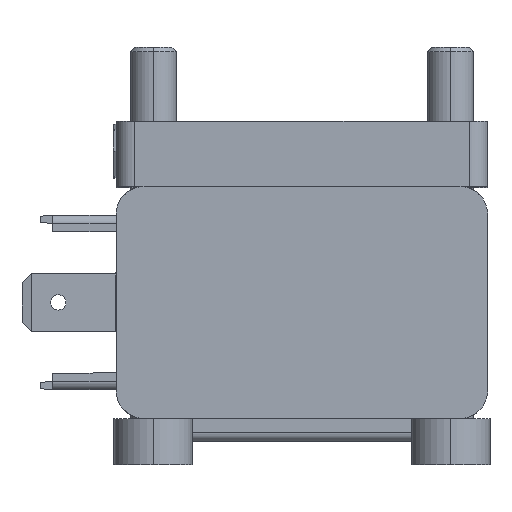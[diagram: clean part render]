
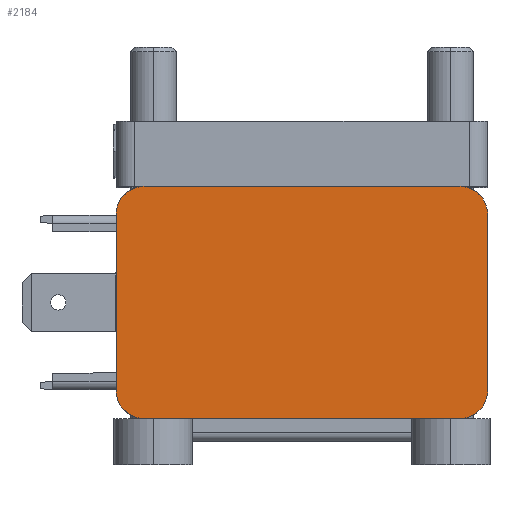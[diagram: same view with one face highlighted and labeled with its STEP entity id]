
A CAD part, left-side view. The second image highlights one B-rep face of the part: STEP entity #2184.
In plain terms, the highlighted planar face has unit normal (-1, 0, 0).
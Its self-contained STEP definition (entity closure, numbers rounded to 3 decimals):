
#276 = EDGE_LOOP ( 'NONE', ( #10187, #8713, #12439, #1065, #16881, #1078, #7693, #6904 ) ) ;
#839 = CIRCLE ( 'NONE', #13091, 3. ) ;
#927 = VERTEX_POINT ( 'NONE', #19563 ) ;
#1065 = ORIENTED_EDGE ( 'NONE', *, *, #12751, .T. ) ;
#1078 = ORIENTED_EDGE ( 'NONE', *, *, #11305, .T. ) ;
#1138 = CARTESIAN_POINT ( 'NONE',  ( -37.5, 17., 12.5 ) ) ;
#1365 = EDGE_CURVE ( 'NONE', #4542, #20628, #9010, .T. ) ;
#1386 = VERTEX_POINT ( 'NONE', #14020 ) ;
#1443 = CARTESIAN_POINT ( 'NONE',  ( -37.5, -17., 12.5 ) ) ;
#1513 = DIRECTION ( 'NONE',  ( 0., 0., -1. ) ) ;
#1891 = DIRECTION ( 'NONE',  ( -1., 0., 0. ) ) ;
#2184 = ADVANCED_FACE ( 'NONE', ( #19446 ), #6105, .F. ) ;
#2281 = LINE ( 'NONE', #8893, #14403 ) ;
#3107 = VECTOR ( 'NONE', #18742, 1000. ) ;
#3320 = EDGE_CURVE ( 'NONE', #927, #1386, #19117, .T. ) ;
#3606 = DIRECTION ( 'NONE',  ( 0., 0., -1. ) ) ;
#4351 = DIRECTION ( 'NONE',  ( 1., 0., 0. ) ) ;
#4542 = VERTEX_POINT ( 'NONE', #1138 ) ;
#6105 = PLANE ( 'NONE',  #12398 ) ;
#6271 = DIRECTION ( 'NONE',  ( 0., 0., -1. ) ) ;
#6904 = ORIENTED_EDGE ( 'NONE', *, *, #3320, .T. ) ;
#7693 = ORIENTED_EDGE ( 'NONE', *, *, #19375, .T. ) ;
#7899 = CARTESIAN_POINT ( 'NONE',  ( -37.5, 20., -12.5 ) ) ;
#7949 = VERTEX_POINT ( 'NONE', #19965 ) ;
#8215 = VECTOR ( 'NONE', #19583, 1000. ) ;
#8259 = CIRCLE ( 'NONE', #18351, 3. ) ;
#8276 = CARTESIAN_POINT ( 'NONE',  ( -37.5, 20., 9.5 ) ) ;
#8713 = ORIENTED_EDGE ( 'NONE', *, *, #17457, .T. ) ;
#8851 = VERTEX_POINT ( 'NONE', #11138 ) ;
#8893 = CARTESIAN_POINT ( 'NONE',  ( -37.5, -20., 12.5 ) ) ;
#9010 = LINE ( 'NONE', #12172, #3107 ) ;
#10187 = ORIENTED_EDGE ( 'NONE', *, *, #14486, .T. ) ;
#10770 = EDGE_CURVE ( 'NONE', #11598, #8851, #2281, .T. ) ;
#10918 = DIRECTION ( 'NONE',  ( 0., 0., -1. ) ) ;
#11138 = CARTESIAN_POINT ( 'NONE',  ( -37.5, -20., -9.5 ) ) ;
#11305 = EDGE_CURVE ( 'NONE', #4542, #20630, #14796, .T. ) ;
#11598 = VERTEX_POINT ( 'NONE', #19942 ) ;
#12172 = CARTESIAN_POINT ( 'NONE',  ( -37.5, 20., 12.5 ) ) ;
#12398 = AXIS2_PLACEMENT_3D ( 'NONE', #21334, #4351, #10918 ) ;
#12439 = ORIENTED_EDGE ( 'NONE', *, *, #10770, .F. ) ;
#12716 = LINE ( 'NONE', #13157, #14869 ) ;
#12751 = EDGE_CURVE ( 'NONE', #11598, #20628, #839, .T. ) ;
#13091 = AXIS2_PLACEMENT_3D ( 'NONE', #17041, #13755, #3606 ) ;
#13157 = CARTESIAN_POINT ( 'NONE',  ( -37.5, 20., 12.5 ) ) ;
#13755 = DIRECTION ( 'NONE',  ( -1., 0., 0. ) ) ;
#14020 = CARTESIAN_POINT ( 'NONE',  ( -37.5, 17., -12.5 ) ) ;
#14403 = VECTOR ( 'NONE', #20695, 1000. ) ;
#14486 = EDGE_CURVE ( 'NONE', #1386, #7949, #16514, .T. ) ;
#14619 = DIRECTION ( 'NONE',  ( -1., 0., 0. ) ) ;
#14646 = CARTESIAN_POINT ( 'NONE',  ( -37.5, 17., -9.5 ) ) ;
#14796 = CIRCLE ( 'NONE', #20760, 3. ) ;
#14841 = CARTESIAN_POINT ( 'NONE',  ( -37.5, -17., -9.5 ) ) ;
#14869 = VECTOR ( 'NONE', #6271, 1000. ) ;
#15241 = CARTESIAN_POINT ( 'NONE',  ( -37.5, 17., 9.5 ) ) ;
#16514 = LINE ( 'NONE', #7899, #8215 ) ;
#16881 = ORIENTED_EDGE ( 'NONE', *, *, #1365, .F. ) ;
#17041 = CARTESIAN_POINT ( 'NONE',  ( -37.5, -17., 9.5 ) ) ;
#17457 = EDGE_CURVE ( 'NONE', #7949, #8851, #8259, .T. ) ;
#18351 = AXIS2_PLACEMENT_3D ( 'NONE', #14841, #14619, #21540 ) ;
#18419 = DIRECTION ( 'NONE',  ( 0., 0., -1. ) ) ;
#18426 = AXIS2_PLACEMENT_3D ( 'NONE', #14646, #21354, #1513 ) ;
#18742 = DIRECTION ( 'NONE',  ( 0., -1., 0. ) ) ;
#19117 = CIRCLE ( 'NONE', #18426, 3. ) ;
#19375 = EDGE_CURVE ( 'NONE', #20630, #927, #12716, .T. ) ;
#19446 = FACE_OUTER_BOUND ( 'NONE', #276, .T. ) ;
#19563 = CARTESIAN_POINT ( 'NONE',  ( -37.5, 20., -9.5 ) ) ;
#19583 = DIRECTION ( 'NONE',  ( 0., -1., 0. ) ) ;
#19942 = CARTESIAN_POINT ( 'NONE',  ( -37.5, -20., 9.5 ) ) ;
#19965 = CARTESIAN_POINT ( 'NONE',  ( -37.5, -17., -12.5 ) ) ;
#20628 = VERTEX_POINT ( 'NONE', #1443 ) ;
#20630 = VERTEX_POINT ( 'NONE', #8276 ) ;
#20695 = DIRECTION ( 'NONE',  ( 0., 0., -1. ) ) ;
#20760 = AXIS2_PLACEMENT_3D ( 'NONE', #15241, #1891, #18419 ) ;
#21334 = CARTESIAN_POINT ( 'NONE',  ( -37.5, 20., 12.5 ) ) ;
#21354 = DIRECTION ( 'NONE',  ( -1., 0., 0. ) ) ;
#21540 = DIRECTION ( 'NONE',  ( 0., 0., -1. ) ) ;
